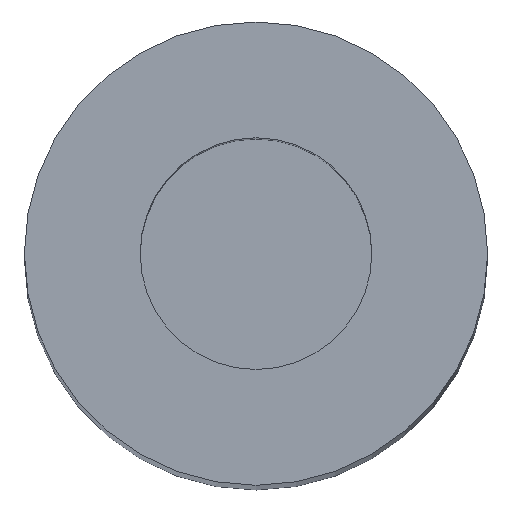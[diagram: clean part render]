
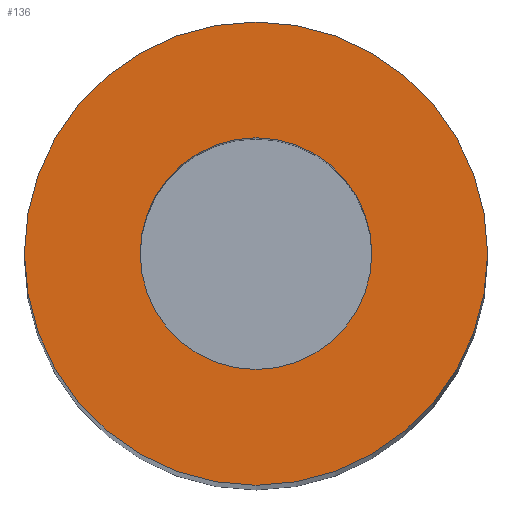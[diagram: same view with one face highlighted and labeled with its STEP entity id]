
A CAD part, top view. The second image highlights one B-rep face of the part: STEP entity #136.
In plain terms, the highlighted planar face has unit normal (0, 0, 1).
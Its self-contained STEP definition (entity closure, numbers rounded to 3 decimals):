
#61=CARTESIAN_POINT('Vertex',(5.,110.,-64.78)) ;
#66=CARTESIAN_POINT('Axis2P3D Location',(0.,110.,-64.78)) ;
#70=CARTESIAN_POINT('Vertex',(-5.,110.,-64.78)) ;
#92=CARTESIAN_POINT('Axis2P3D Location',(0.,110.,-64.78)) ;
#109=CARTESIAN_POINT('Axis2P3D Location',(0.,0.,-64.78)) ;
#118=CARTESIAN_POINT('Axis2P3D Location',(0.,110.,-64.78)) ;
#122=CARTESIAN_POINT('Vertex',(-2.5,110.,-64.78)) ;
#124=CARTESIAN_POINT('Vertex',(2.5,110.,-64.78)) ;
#127=CARTESIAN_POINT('Axis2P3D Location',(0.,110.,-64.78)) ;
#67=DIRECTION('Axis2P3D Direction',(0.,0.,-1.)) ;
#93=DIRECTION('Axis2P3D Direction',(0.,0.,-1.)) ;
#110=DIRECTION('Axis2P3D Direction',(0.,0.,-1.)) ;
#111=DIRECTION('Axis2P3D XDirection',(1.,0.,0.)) ;
#119=DIRECTION('Axis2P3D Direction',(0.,0.,-1.)) ;
#128=DIRECTION('Axis2P3D Direction',(0.,0.,-1.)) ;
#68=AXIS2_PLACEMENT_3D('Circle Axis2P3D',#66,#67,$) ;
#94=AXIS2_PLACEMENT_3D('Circle Axis2P3D',#92,#93,$) ;
#112=AXIS2_PLACEMENT_3D('Plane Axis2P3D',#109,#110,#111) ;
#120=AXIS2_PLACEMENT_3D('Circle Axis2P3D',#118,#119,$) ;
#129=AXIS2_PLACEMENT_3D('Circle Axis2P3D',#127,#128,$) ;
#115=ORIENTED_EDGE('',*,*,#96,.F.) ;
#116=ORIENTED_EDGE('',*,*,#72,.F.) ;
#133=ORIENTED_EDGE('',*,*,#126,.F.) ;
#134=ORIENTED_EDGE('',*,*,#131,.F.) ;
#135=FACE_BOUND('',#132,.T.) ;
#136=ADVANCED_FACE('PartBody',(#117,#135),#113,.F.) ;
#69=CIRCLE('generated circle',#68,5.) ;
#95=CIRCLE('generated circle',#94,5.) ;
#121=CIRCLE('generated circle',#120,2.5) ;
#130=CIRCLE('generated circle',#129,2.5) ;
#72=EDGE_CURVE('',#62,#71,#69,.T.) ;
#96=EDGE_CURVE('',#71,#62,#95,.T.) ;
#126=EDGE_CURVE('',#123,#125,#121,.F.) ;
#131=EDGE_CURVE('',#125,#123,#130,.F.) ;
#114=EDGE_LOOP('',(#115,#116)) ;
#132=EDGE_LOOP('',(#133,#134)) ;
#117=FACE_OUTER_BOUND('',#114,.T.) ;
#113=PLANE('',#112) ;
#62=VERTEX_POINT('',#61) ;
#71=VERTEX_POINT('',#70) ;
#123=VERTEX_POINT('',#122) ;
#125=VERTEX_POINT('',#124) ;
